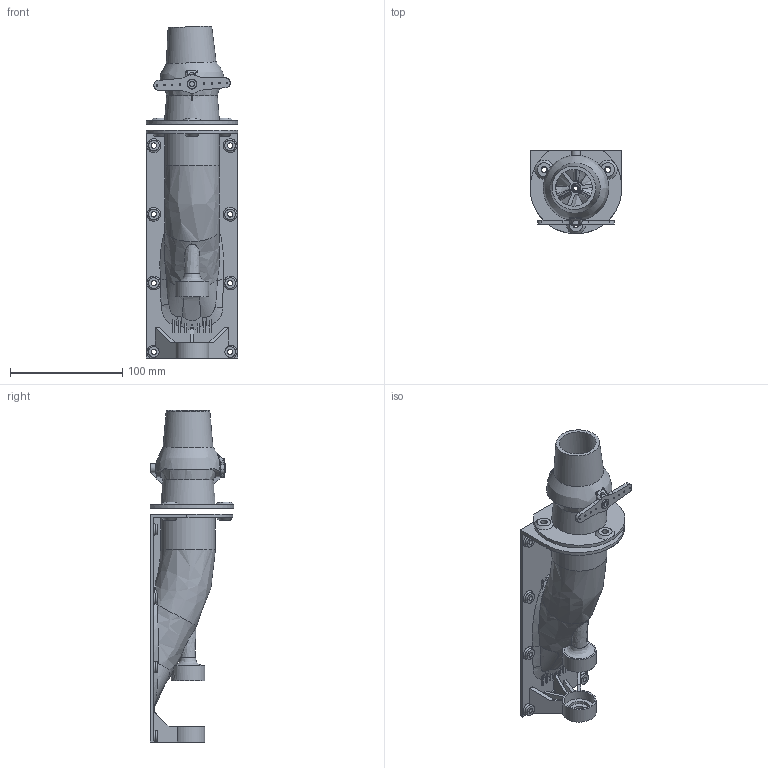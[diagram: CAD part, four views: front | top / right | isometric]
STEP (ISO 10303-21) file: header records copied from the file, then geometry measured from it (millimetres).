
FILE_DESCRIPTION(('FreeCAD Model'),'2;1');
FILE_NAME('Open CASCADE Shape Model','2025-05-04T01:35:36',('FreeCAD'),( 'FreeCAD'),'Open CASCADE STEP processor 7.6','FreeCAD','Unknown');
FILE_SCHEMA(('AUTOMOTIVE_DESIGN { 1 0 10303 214 1 1 1 1 }'));
Length unit declared in the file: millimetre
Products named in the file (1): Open CASCADE STEP translator 7.6 1
Bounding box: 81.82 x 74.65 x 296.24 mm (x, y, z)
Volume: 214273.9 mm3; surface area: 156858.3 mm2
Topology: 7 solids, 10 shells, 431 faces, 1237 edges, 814 vertices
Faces by surface type: bspline 431
Entity records: 24494 total; most frequent: CARTESIAN_POINT 17460, ORIENTED_EDGE 2462, EDGE_CURVE 1232, VERTEX_POINT 814, B_SPLINE_CURVE_WITH_KNOTS 752, FACE_BOUND 522, EDGE_LOOP 522, ADVANCED_FACE 431
